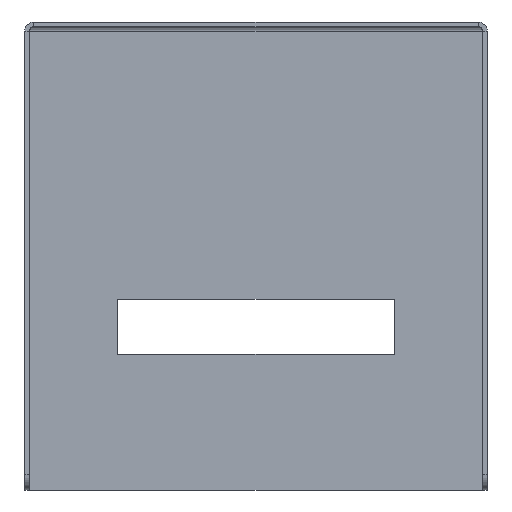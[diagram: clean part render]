
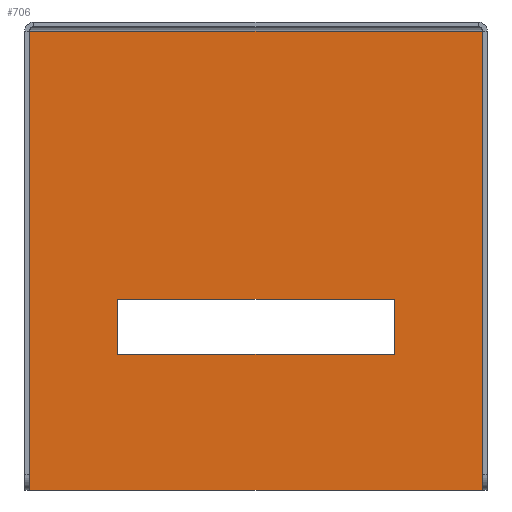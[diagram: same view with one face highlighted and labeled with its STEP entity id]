
A CAD part, front view. The second image highlights one B-rep face of the part: STEP entity #706.
In plain terms, the highlighted planar face has unit normal (0, -1, 0).
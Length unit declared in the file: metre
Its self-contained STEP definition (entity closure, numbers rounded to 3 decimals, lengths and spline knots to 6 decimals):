
#219=ORIENTED_EDGE('',*,*,#339,.T.);
#220=ORIENTED_EDGE('',*,*,#335,.T.);
#221=ORIENTED_EDGE('',*,*,#330,.F.);
#222=ORIENTED_EDGE('',*,*,#333,.T.);
#223=ORIENTED_EDGE('',*,*,#326,.T.);
#224=ORIENTED_EDGE('',*,*,#338,.T.);
#225=ORIENTED_EDGE('',*,*,#320,.F.);
#226=ORIENTED_EDGE('',*,*,#323,.F.);
#320=EDGE_CURVE('',#390,#388,#444,.T.);
#323=EDGE_CURVE('',#392,#390,#447,.F.);
#326=EDGE_CURVE('',#392,#394,#450,.T.);
#330=EDGE_CURVE('',#398,#396,#454,.F.);
#333=EDGE_CURVE('',#398,#400,#456,.F.);
#335=EDGE_CURVE('',#402,#396,#458,.T.);
#338=EDGE_CURVE('',#394,#388,#460,.F.);
#339=EDGE_CURVE('',#400,#402,#461,.T.);
#388=VERTEX_POINT('',#1290);
#390=VERTEX_POINT('',#1294);
#392=VERTEX_POINT('',#1300);
#394=VERTEX_POINT('',#1306);
#396=VERTEX_POINT('',#1311);
#398=VERTEX_POINT('',#1315);
#400=VERTEX_POINT('',#1324);
#402=VERTEX_POINT('',#1330);
#444=LINE('',#1295,#504);
#447=LINE('',#1301,#507);
#450=LINE('',#1307,#510);
#454=LINE('',#1316,#514);
#456=LINE('',#1325,#516);
#458=LINE('',#1329,#518);
#460=LINE('',#1337,#520);
#461=LINE('',#1339,#521);
#504=VECTOR('',#919,1.);
#507=VECTOR('',#924,1.);
#510=VECTOR('',#929,1.);
#514=VECTOR('',#935,1.);
#516=VECTOR('',#939,1.);
#518=VECTOR('',#943,1.);
#520=VECTOR('',#947,1.);
#521=VECTOR('',#950,1.);
#575=EDGE_LOOP('',(#219,#220,#221,#222));
#576=EDGE_LOOP('',(#223,#224,#225,#226));
#635=FACE_BOUND('',#575,.T.);
#636=FACE_BOUND('',#576,.T.);
#667=PLANE('',#778);
#706=ADVANCED_FACE('',(#635,#636),#667,.T.);
#778=AXIS2_PLACEMENT_3D('',#1338,#948,#949);
#919=DIRECTION('',(0.,0.,-1.));
#924=DIRECTION('',(1.,0.,0.));
#929=DIRECTION('',(0.,0.,-1.));
#935=DIRECTION('',(1.,0.,0.));
#939=DIRECTION('',(0.,0.,-1.));
#943=DIRECTION('',(0.,0.,-1.));
#947=DIRECTION('',(1.,0.,0.));
#948=DIRECTION('',(0.,-1.,0.));
#949=DIRECTION('',(0.,0.,-1.));
#950=DIRECTION('',(-1.,0.,0.));
#1290=CARTESIAN_POINT('',(-0.0137,0.110775,-0.03255));
#1294=CARTESIAN_POINT('',(-0.0137,0.110775,-0.02705));
#1295=CARTESIAN_POINT('',(-0.0137,0.110775,-0.022775));
#1300=CARTESIAN_POINT('',(0.0137,0.110775,-0.02705));
#1301=CARTESIAN_POINT('',(0.,0.110775,-0.02705));
#1306=CARTESIAN_POINT('',(0.0137,0.110775,-0.03255));
#1307=CARTESIAN_POINT('',(0.0137,0.110775,-0.022775));
#1311=CARTESIAN_POINT('',(-0.02248,0.110775,-0.046));
#1315=CARTESIAN_POINT('',(0.02248,0.110775,-0.046));
#1316=CARTESIAN_POINT('',(0.,0.110775,-0.046));
#1324=CARTESIAN_POINT('',(0.02248,0.110775,-0.00045));
#1325=CARTESIAN_POINT('',(0.02248,0.110775,-0.022775));
#1329=CARTESIAN_POINT('',(-0.02248,0.110775,-0.022775));
#1330=CARTESIAN_POINT('',(-0.02248,0.110775,-0.00045));
#1337=CARTESIAN_POINT('',(0.,0.110775,-0.03255));
#1338=CARTESIAN_POINT('',(0.,0.110775,-0.022775));
#1339=CARTESIAN_POINT('',(0.,0.110775,-0.00045));
